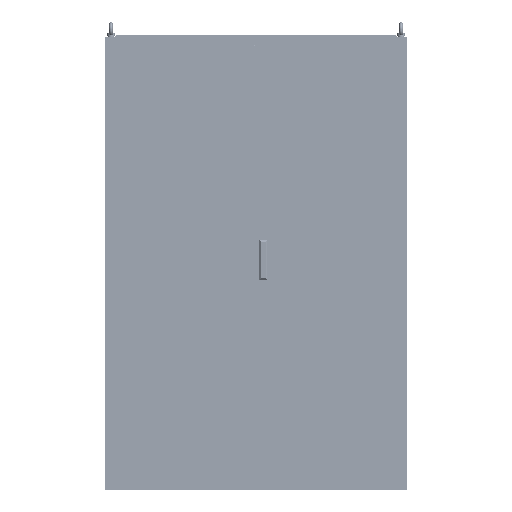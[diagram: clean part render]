
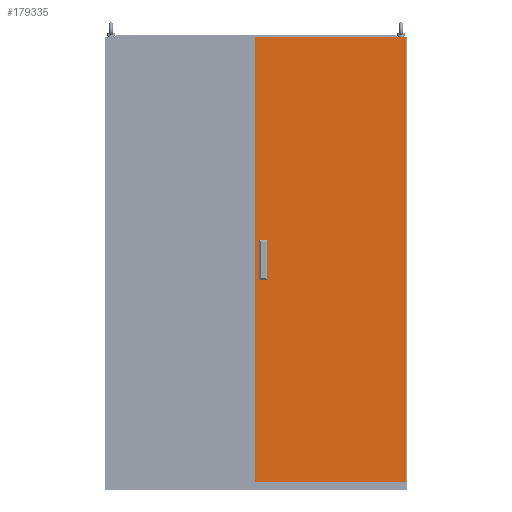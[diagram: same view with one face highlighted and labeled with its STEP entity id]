
A CAD part, top view. The second image highlights one B-rep face of the part: STEP entity #179335.
In plain terms, the highlighted planar face has unit normal (0, 0, 1).
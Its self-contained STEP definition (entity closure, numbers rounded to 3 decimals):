
#915 = CARTESIAN_POINT ( 'NONE',  ( 41.5, -61.5, 0. ) ) ;
#5741 = ORIENTED_EDGE ( 'NONE', *, *, #90312, .F. ) ;
#13072 = EDGE_CURVE ( 'NONE', #149052, #145870, #81889, .T. ) ;
#13263 = VERTEX_POINT ( 'NONE', #226779 ) ;
#15066 = LINE ( 'NONE', #37134, #107314 ) ;
#17553 = VERTEX_POINT ( 'NONE', #179403 ) ;
#21027 = ORIENTED_EDGE ( 'NONE', *, *, #38370, .T. ) ;
#21958 = EDGE_CURVE ( 'NONE', #75126, #149052, #225366, .T. ) ;
#24215 = DIRECTION ( 'NONE',  ( 1., 0., 0. ) ) ;
#31799 = DIRECTION ( 'NONE',  ( -1., 0., 0. ) ) ;
#37044 = DIRECTION ( 'NONE',  ( 1., 0., 0. ) ) ;
#37134 = CARTESIAN_POINT ( 'NONE',  ( 41.5, 38.5, 0. ) ) ;
#38370 = EDGE_CURVE ( 'NONE', #194092, #39583, #59775, .T. ) ;
#38872 = EDGE_CURVE ( 'NONE', #17553, #102605, #229486, .T. ) ;
#39347 = VECTOR ( 'NONE', #143513, 1000. ) ;
#39583 = VERTEX_POINT ( 'NONE', #157048 ) ;
#42419 = DIRECTION ( 'NONE',  ( 0., 1., 0. ) ) ;
#44568 = ORIENTED_EDGE ( 'NONE', *, *, #13072, .F. ) ;
#45380 = LINE ( 'NONE', #112788, #112416 ) ;
#46874 = CARTESIAN_POINT ( 'NONE',  ( -3., 897., 0. ) ) ;
#47467 = ORIENTED_EDGE ( 'NONE', *, *, #180911, .F. ) ;
#49090 = CARTESIAN_POINT ( 'NONE',  ( 41.5, -11.5, 0. ) ) ;
#51640 = CARTESIAN_POINT ( 'NONE',  ( -3., -870., 0. ) ) ;
#52255 = LINE ( 'NONE', #185475, #201435 ) ;
#53620 = CARTESIAN_POINT ( 'NONE',  ( 597., -870., 0. ) ) ;
#54436 = LINE ( 'NONE', #205047, #209829 ) ;
#56812 = LINE ( 'NONE', #217997, #61512 ) ;
#59775 = LINE ( 'NONE', #130470, #177855 ) ;
#60162 = DIRECTION ( 'NONE',  ( 0., 0., 1. ) ) ;
#61276 = FACE_OUTER_BOUND ( 'NONE', #215494, .T. ) ;
#61512 = VECTOR ( 'NONE', #109125, 1000. ) ;
#63138 = DIRECTION ( 'NONE',  ( 0., -1., 0. ) ) ;
#64300 = LINE ( 'NONE', #186101, #102428 ) ;
#68601 = VERTEX_POINT ( 'NONE', #173673 ) ;
#69247 = ORIENTED_EDGE ( 'NONE', *, *, #38872, .F. ) ;
#70232 = VECTOR ( 'NONE', #37044, 1000. ) ;
#72831 = CARTESIAN_POINT ( 'NONE',  ( 41.5, -61.5, 0. ) ) ;
#75126 = VERTEX_POINT ( 'NONE', #82353 ) ;
#76066 = CARTESIAN_POINT ( 'NONE',  ( 41.5, 38.5, 0. ) ) ;
#77933 = DIRECTION ( 'NONE',  ( 1., 0., 0. ) ) ;
#78079 = VECTOR ( 'NONE', #190549, 1000. ) ;
#78706 = FACE_BOUND ( 'NONE', #218723, .T. ) ;
#78915 = EDGE_CURVE ( 'NONE', #154667, #75126, #125008, .T. ) ;
#81889 = LINE ( 'NONE', #131812, #113724 ) ;
#82353 = CARTESIAN_POINT ( 'NONE',  ( 41.5, -11.5, 0. ) ) ;
#85862 = DIRECTION ( 'NONE',  ( 0., 1., 0. ) ) ;
#87980 = EDGE_CURVE ( 'NONE', #145870, #154667, #54436, .T. ) ;
#90312 = EDGE_CURVE ( 'NONE', #102605, #13263, #15066, .T. ) ;
#90792 = ORIENTED_EDGE ( 'NONE', *, *, #78915, .F. ) ;
#92504 = EDGE_CURVE ( 'NONE', #94833, #194092, #45380, .T. ) ;
#93981 = DIRECTION ( 'NONE',  ( 0., -1., 0. ) ) ;
#94833 = VERTEX_POINT ( 'NONE', #51640 ) ;
#96167 = PLANE ( 'NONE',  #197489 ) ;
#96267 = EDGE_CURVE ( 'NONE', #125429, #94833, #64300, .T. ) ;
#98245 = DIRECTION ( 'NONE',  ( 0., -1., 0. ) ) ;
#102428 = VECTOR ( 'NONE', #63138, 1000. ) ;
#102605 = VERTEX_POINT ( 'NONE', #76066 ) ;
#107314 = VECTOR ( 'NONE', #85862, 1000. ) ;
#109125 = DIRECTION ( 'NONE',  ( -1., 0., 0. ) ) ;
#112416 = VECTOR ( 'NONE', #77933, 1000. ) ;
#112788 = CARTESIAN_POINT ( 'NONE',  ( -3., -870., 0. ) ) ;
#113724 = VECTOR ( 'NONE', #98245, 1000. ) ;
#120059 = DIRECTION ( 'NONE',  ( 1., 0., 0. ) ) ;
#124979 = CARTESIAN_POINT ( 'NONE',  ( 16.5, -11.5, 0. ) ) ;
#125008 = LINE ( 'NONE', #72831, #39347 ) ;
#125429 = VERTEX_POINT ( 'NONE', #148931 ) ;
#129759 = FACE_BOUND ( 'NONE', #138017, .T. ) ;
#130470 = CARTESIAN_POINT ( 'NONE',  ( 597., 897., 0. ) ) ;
#131812 = CARTESIAN_POINT ( 'NONE',  ( 16.5, -61.5, 0. ) ) ;
#138017 = EDGE_LOOP ( 'NONE', ( #210788, #47467, #5741, #69247 ) ) ;
#139066 = CARTESIAN_POINT ( 'NONE',  ( 41.5, 38.5, 0. ) ) ;
#143409 = EDGE_CURVE ( 'NONE', #68601, #17553, #52255, .T. ) ;
#143513 = DIRECTION ( 'NONE',  ( 0., 1., 0. ) ) ;
#145870 = VERTEX_POINT ( 'NONE', #217983 ) ;
#147451 = ORIENTED_EDGE ( 'NONE', *, *, #87980, .F. ) ;
#148931 = CARTESIAN_POINT ( 'NONE',  ( -3., 897., 0. ) ) ;
#149052 = VERTEX_POINT ( 'NONE', #124979 ) ;
#149418 = CARTESIAN_POINT ( 'NONE',  ( 0., 0., 0. ) ) ;
#154667 = VERTEX_POINT ( 'NONE', #915 ) ;
#157048 = CARTESIAN_POINT ( 'NONE',  ( 597., 897., 0. ) ) ;
#172081 = LINE ( 'NONE', #46874, #184320 ) ;
#173673 = CARTESIAN_POINT ( 'NONE',  ( 16.5, 88.5, 0. ) ) ;
#177855 = VECTOR ( 'NONE', #42419, 1000. ) ;
#178238 = ORIENTED_EDGE ( 'NONE', *, *, #223109, .T. ) ;
#179335 = ADVANCED_FACE ( 'NONE', ( #129759, #78706, #61276 ), #96167, .T. ) ;
#179403 = CARTESIAN_POINT ( 'NONE',  ( 16.5, 38.5, 0. ) ) ;
#180911 = EDGE_CURVE ( 'NONE', #13263, #68601, #56812, .T. ) ;
#184320 = VECTOR ( 'NONE', #31799, 1000. ) ;
#185475 = CARTESIAN_POINT ( 'NONE',  ( 16.5, 38.5, 0. ) ) ;
#186101 = CARTESIAN_POINT ( 'NONE',  ( -3., 897., 0. ) ) ;
#190549 = DIRECTION ( 'NONE',  ( -1., 0., 0. ) ) ;
#194092 = VERTEX_POINT ( 'NONE', #53620 ) ;
#196937 = ORIENTED_EDGE ( 'NONE', *, *, #92504, .T. ) ;
#197489 = AXIS2_PLACEMENT_3D ( 'NONE', #149418, #60162, #120059 ) ;
#201435 = VECTOR ( 'NONE', #93981, 1000. ) ;
#205047 = CARTESIAN_POINT ( 'NONE',  ( 41.5, -61.5, 0. ) ) ;
#209314 = ORIENTED_EDGE ( 'NONE', *, *, #96267, .T. ) ;
#209829 = VECTOR ( 'NONE', #24215, 1000. ) ;
#210788 = ORIENTED_EDGE ( 'NONE', *, *, #143409, .F. ) ;
#215494 = EDGE_LOOP ( 'NONE', ( #209314, #196937, #21027, #178238 ) ) ;
#217983 = CARTESIAN_POINT ( 'NONE',  ( 16.5, -61.5, 0. ) ) ;
#217997 = CARTESIAN_POINT ( 'NONE',  ( 41.5, 88.5, 0. ) ) ;
#218723 = EDGE_LOOP ( 'NONE', ( #44568, #228913, #90792, #147451 ) ) ;
#223109 = EDGE_CURVE ( 'NONE', #39583, #125429, #172081, .T. ) ;
#225366 = LINE ( 'NONE', #49090, #78079 ) ;
#226779 = CARTESIAN_POINT ( 'NONE',  ( 41.5, 88.5, 0. ) ) ;
#228913 = ORIENTED_EDGE ( 'NONE', *, *, #21958, .F. ) ;
#229486 = LINE ( 'NONE', #139066, #70232 ) ;
